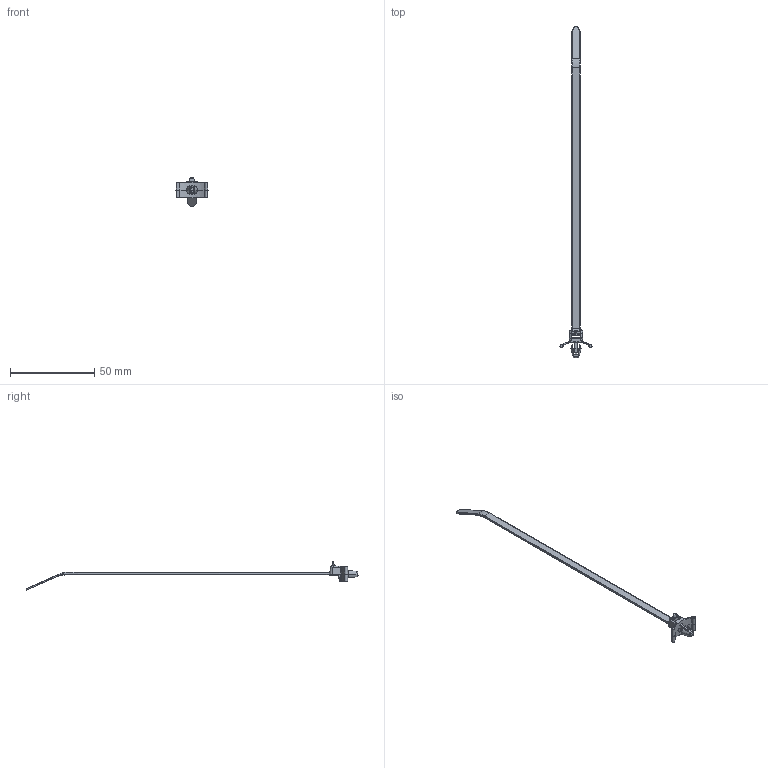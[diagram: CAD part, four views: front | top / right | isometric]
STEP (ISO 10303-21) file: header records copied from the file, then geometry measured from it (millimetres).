
FILE_DESCRIPTION (( 'STEP AP203' ), '1' );
FILE_NAME ('PANDUIT_PRWP1_5S.STEP', '2013-05-23T15:49:48', ( 'IT' ), ( 'Panduit Corp.' ), 'SwSTEP 2.0', 'SolidWorks 2012', '' );
FILE_SCHEMA (( 'CONFIG_CONTROL_DESIGN' ));
Length unit declared in the file: inch
Products named in the file (1): PANDUIT_PRWP1_5S
Bounding box: 19.05 x 197.52 x 17.15 mm (x, y, z)
Volume: 1627.8 mm3; surface area: 2954.3 mm2
Topology: 3 solids, 3 shells, 438 faces, 1006 edges, 557 vertices
Faces by surface type: plane 155, cylinder 120, bspline 101, cone 25, torus 24, sphere 13
Entity records: 13596 total; most frequent: CARTESIAN_POINT 5241, ORIENTED_EDGE 1982, DIRECTION 1302, EDGE_CURVE 991, VERTEX_POINT 557, B_SPLINE_CURVE_WITH_KNOTS 504, AXIS2_PLACEMENT_3D 495, ADVANCED_FACE 438
